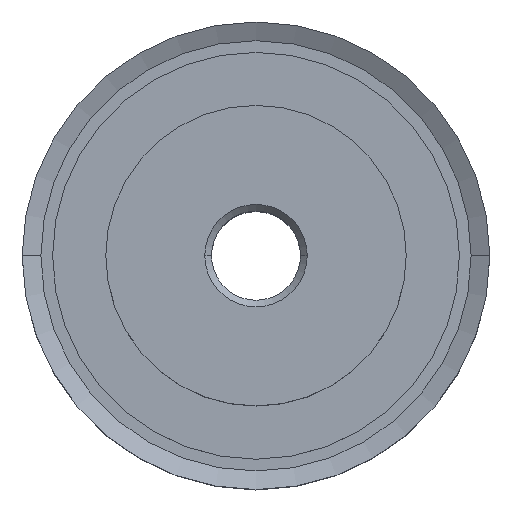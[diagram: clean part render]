
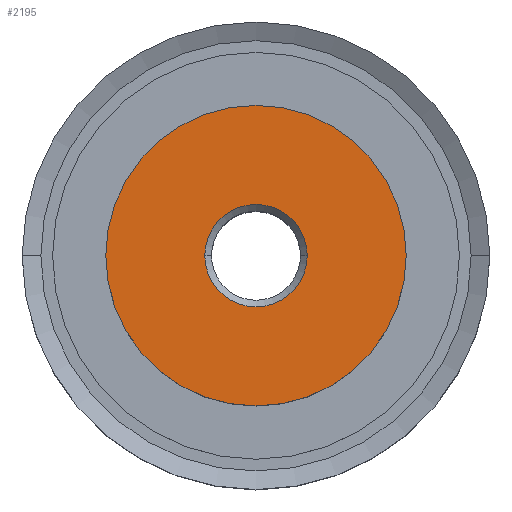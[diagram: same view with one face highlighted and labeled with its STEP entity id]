
A CAD part, top view. The second image highlights one B-rep face of the part: STEP entity #2195.
In plain terms, the highlighted planar face has unit normal (0, 0, 1).
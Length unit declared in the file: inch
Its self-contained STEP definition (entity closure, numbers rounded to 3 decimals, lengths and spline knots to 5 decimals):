
#108 = VERTEX_POINT ( 'NONE', #4057 ) ;
#170 = AXIS2_PLACEMENT_3D ( 'NONE', #4302, #1100, #4821 ) ;
#233 = ORIENTED_EDGE ( 'NONE', *, *, #6563, .T. ) ;
#387 = AXIS2_PLACEMENT_3D ( 'NONE', #6570, #1810, #5541 ) ;
#476 = FACE_OUTER_BOUND ( 'NONE', #1102, .T. ) ;
#865 = DIRECTION ( 'NONE',  ( 0., 0., -1. ) ) ;
#1100 = DIRECTION ( 'NONE',  ( 0., 0., -1. ) ) ;
#1102 = EDGE_LOOP ( 'NONE', ( #1402, #6672 ) ) ;
#1282 = PLANE ( 'NONE',  #387 ) ;
#1402 = ORIENTED_EDGE ( 'NONE', *, *, #5151, .F. ) ;
#1642 = CIRCLE ( 'NONE', #5714, 0.8435 ) ;
#1810 = DIRECTION ( 'NONE',  ( 0., 0., 1. ) ) ;
#1919 = CARTESIAN_POINT ( 'NONE',  ( 0., 0., 0.5 ) ) ;
#2016 = VERTEX_POINT ( 'NONE', #4240 ) ;
#2040 = EDGE_LOOP ( 'NONE', ( #4400, #233 ) ) ;
#2172 = CIRCLE ( 'NONE', #170, 0.2875 ) ;
#2195 = ADVANCED_FACE ( 'NONE', ( #4587, #476 ), #1282, .T. ) ;
#2458 = DIRECTION ( 'NONE',  ( 1., 0., 0. ) ) ;
#2677 = CARTESIAN_POINT ( 'NONE',  ( 0., 0., 0.5 ) ) ;
#2937 = EDGE_CURVE ( 'NONE', #2016, #4526, #1642, .T. ) ;
#3223 = DIRECTION ( 'NONE',  ( -1., 0., 0. ) ) ;
#3561 = CARTESIAN_POINT ( 'NONE',  ( -0.8435, 0., 0.5 ) ) ;
#4057 = CARTESIAN_POINT ( 'NONE',  ( -0.2875, 0., 0.5 ) ) ;
#4059 = CARTESIAN_POINT ( 'NONE',  ( 0., 0., 0.5 ) ) ;
#4240 = CARTESIAN_POINT ( 'NONE',  ( 0.8435, 0., 0.5 ) ) ;
#4302 = CARTESIAN_POINT ( 'NONE',  ( 0., 0., 0.5 ) ) ;
#4400 = ORIENTED_EDGE ( 'NONE', *, *, #6831, .T. ) ;
#4526 = VERTEX_POINT ( 'NONE', #3561 ) ;
#4587 = FACE_BOUND ( 'NONE', #2040, .T. ) ;
#4597 = DIRECTION ( 'NONE',  ( -1., 0., 0. ) ) ;
#4821 = DIRECTION ( 'NONE',  ( 1., 0., 0. ) ) ;
#4831 = CIRCLE ( 'NONE', #5619, 0.8435 ) ;
#5151 = EDGE_CURVE ( 'NONE', #4526, #2016, #4831, .T. ) ;
#5305 = CARTESIAN_POINT ( 'NONE',  ( 0.2875, 0., 0.5 ) ) ;
#5541 = DIRECTION ( 'NONE',  ( 1., 0., 0. ) ) ;
#5619 = AXIS2_PLACEMENT_3D ( 'NONE', #2677, #6380, #3223 ) ;
#5645 = DIRECTION ( 'NONE',  ( 0., 0., -1. ) ) ;
#5714 = AXIS2_PLACEMENT_3D ( 'NONE', #4059, #865, #4597 ) ;
#6154 = AXIS2_PLACEMENT_3D ( 'NONE', #1919, #5645, #2458 ) ;
#6380 = DIRECTION ( 'NONE',  ( 0., 0., -1. ) ) ;
#6504 = CIRCLE ( 'NONE', #6154, 0.2875 ) ;
#6563 = EDGE_CURVE ( 'NONE', #108, #6783, #6504, .T. ) ;
#6570 = CARTESIAN_POINT ( 'NONE',  ( 0.8435, 0., 0.5 ) ) ;
#6672 = ORIENTED_EDGE ( 'NONE', *, *, #2937, .F. ) ;
#6783 = VERTEX_POINT ( 'NONE', #5305 ) ;
#6831 = EDGE_CURVE ( 'NONE', #6783, #108, #2172, .T. ) ;
